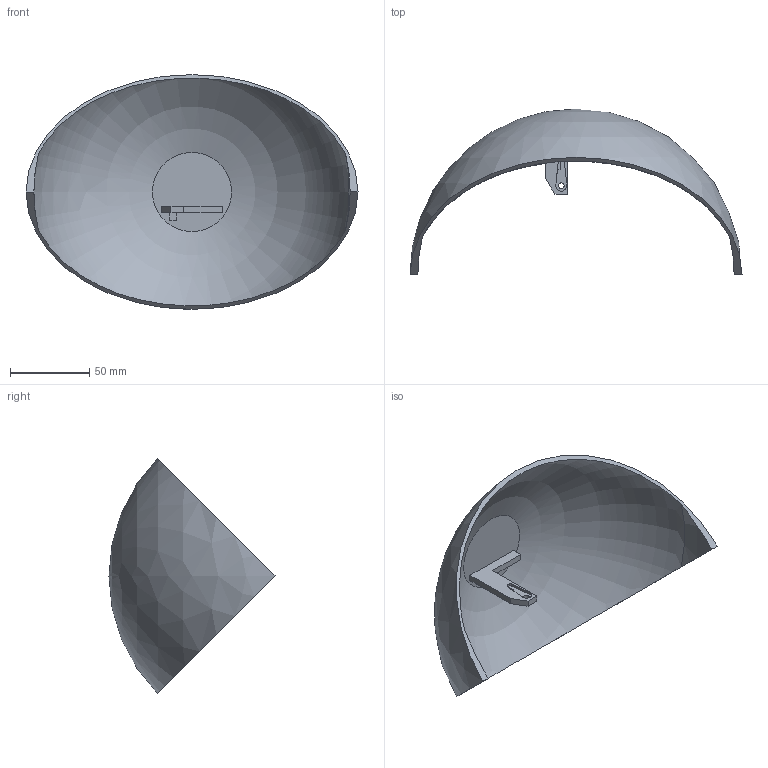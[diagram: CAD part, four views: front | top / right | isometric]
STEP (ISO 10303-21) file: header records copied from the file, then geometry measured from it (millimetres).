
FILE_DESCRIPTION(('FreeCAD Model'),'2;1');
FILE_NAME('foot.step','2020-04-26T23:59:26' ,('Author'),(''),'Open CASCADE STEP processor 7.3','FreeCAD','Unknown' );
FILE_SCHEMA(('AUTOMOTIVE_DESIGN { 1 0 10303 214 1 1 1 1 }'));
Length unit declared in the file: millimetre
Products named in the file (2): Part; Body
Assembly tree (1 placements, depth 2):
  Part
    Body
Bounding box: 210 x 105 x 148.49 mm (x, y, z)
Volume: 120897.4 mm3; surface area: 71252.8 mm2
Topology: 1 solids, 1 shells, 29 faces, 77 edges, 51 vertices
Faces by surface type: plane 21, cylinder 6, sphere 1, revolution 1
Full cylindrical faces by diameter (mm): 3.5 x1
Entity records: 2293 total; most frequent: CARTESIAN_POINT 699, DIRECTION 297, LINE 183, VECTOR 183, ORIENTED_EDGE 152, PCURVE 152, DEFINITIONAL_REPRESENTATION 152, EDGE_CURVE 76
